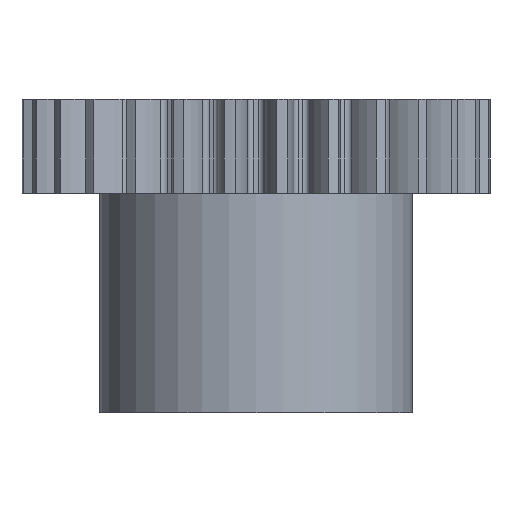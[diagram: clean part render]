
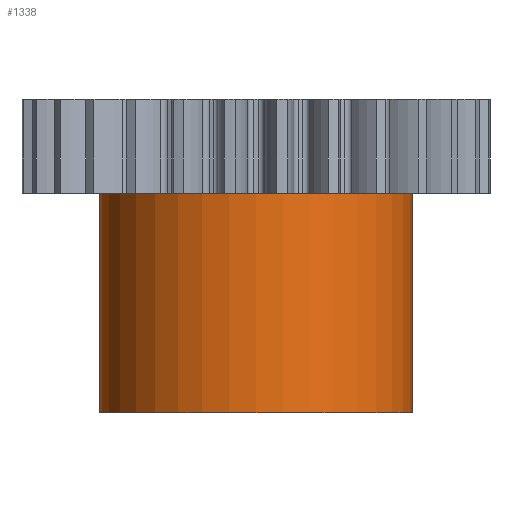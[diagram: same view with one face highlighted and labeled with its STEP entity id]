
A CAD part, front view. The second image highlights one B-rep face of the part: STEP entity #1338.
In plain terms, the highlighted cylindrical face has radius 5 mm (diameter 10 mm), a partial arc.
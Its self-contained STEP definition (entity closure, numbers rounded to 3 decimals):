
#1338 = ADVANCED_FACE ( 'NONE', ( #3979 ), #3876, .T. ) ;
#1339 = ORIENTED_EDGE ( 'NONE', *, *, #1620, .T. ) ;
#1340 = ORIENTED_EDGE ( 'NONE', *, *, #1555, .F. ) ;
#1341 = ORIENTED_EDGE ( 'NONE', *, *, #1483, .F. ) ;
#1395 = ORIENTED_EDGE ( 'NONE', *, *, #1412, .T. ) ;
#1399 = EDGE_LOOP ( 'NONE', ( #1340, #1395, #1339, #1341 ) ) ;
#1412 = EDGE_CURVE ( 'NONE', #1609, #1557, #3811, .T. ) ;
#1483 = EDGE_CURVE ( 'NONE', #1550, #1618, #4209, .T. ) ;
#1550 = VERTEX_POINT ( 'NONE', #4101 ) ;
#1555 = EDGE_CURVE ( 'NONE', #1609, #1550, #4087, .T. ) ;
#1557 = VERTEX_POINT ( 'NONE', #4081 ) ;
#1609 = VERTEX_POINT ( 'NONE', #5106 ) ;
#1618 = VERTEX_POINT ( 'NONE', #5020 ) ;
#1620 = EDGE_CURVE ( 'NONE', #1557, #1618, #5165, .T. ) ;
#3803 = DIRECTION ( 'NONE',  ( 1., 0., 0. ) ) ;
#3804 = DIRECTION ( 'NONE',  ( 0., 0., 1. ) ) ;
#3805 = CARTESIAN_POINT ( 'NONE',  ( 0., 0., -7. ) ) ;
#3810 = AXIS2_PLACEMENT_3D ( 'NONE', #3805, #3804, #3803 ) ;
#3811 = CIRCLE ( 'NONE', #3810, 5. ) ;
#3858 = CARTESIAN_POINT ( 'NONE',  ( 0., 0., -7. ) ) ;
#3876 = CYLINDRICAL_SURFACE ( 'NONE', #3967, 5. ) ;
#3965 = DIRECTION ( 'NONE',  ( 1., 0., 0. ) ) ;
#3966 = DIRECTION ( 'NONE',  ( 0., 0., 1. ) ) ;
#3967 = AXIS2_PLACEMENT_3D ( 'NONE', #3858, #3966, #3965 ) ;
#3979 = FACE_OUTER_BOUND ( 'NONE', #1399, .T. ) ;
#4081 = CARTESIAN_POINT ( 'NONE',  ( 5., 0., -7. ) ) ;
#4082 = DIRECTION ( 'NONE',  ( 0., 0., 1. ) ) ;
#4083 = VECTOR ( 'NONE', #4082, 1000. ) ;
#4086 = CARTESIAN_POINT ( 'NONE',  ( -5., 0., -7. ) ) ;
#4087 = LINE ( 'NONE', #4086, #4083 ) ;
#4101 = CARTESIAN_POINT ( 'NONE',  ( -5., 0., 0. ) ) ;
#4205 = DIRECTION ( 'NONE',  ( 1., 0., 0. ) ) ;
#4207 = DIRECTION ( 'NONE',  ( 0., 0., 1. ) ) ;
#4208 = AXIS2_PLACEMENT_3D ( 'NONE', #4215, #4207, #4205 ) ;
#4209 = CIRCLE ( 'NONE', #4208, 5. ) ;
#4215 = CARTESIAN_POINT ( 'NONE',  ( 0., 0., 0. ) ) ;
#5020 = CARTESIAN_POINT ( 'NONE',  ( 5., 0., 0. ) ) ;
#5106 = CARTESIAN_POINT ( 'NONE',  ( -5., 0., -7. ) ) ;
#5164 = CARTESIAN_POINT ( 'NONE',  ( 5., 0., -7. ) ) ;
#5165 = LINE ( 'NONE', #5164, #5192 ) ;
#5191 = DIRECTION ( 'NONE',  ( 0., 0., 1. ) ) ;
#5192 = VECTOR ( 'NONE', #5191, 1000. ) ;
